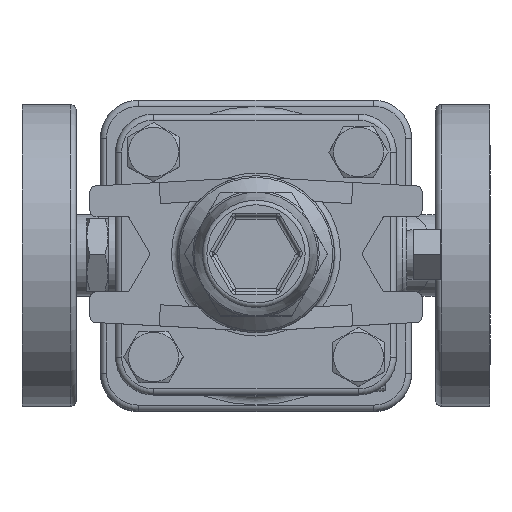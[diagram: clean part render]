
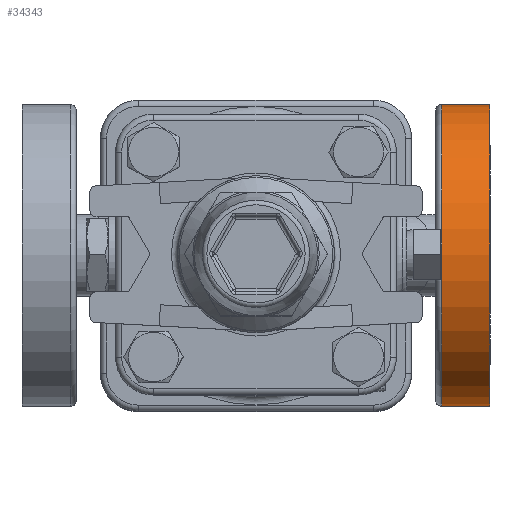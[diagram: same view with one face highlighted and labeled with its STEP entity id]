
A CAD part, top view. The second image highlights one B-rep face of the part: STEP entity #34343.
In plain terms, the highlighted cylindrical face has radius 50 mm (diameter 100 mm), a full revolution.
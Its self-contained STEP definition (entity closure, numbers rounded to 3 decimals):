
#34175=CARTESIAN_POINT('',(61.5,0.,128.0));
#34176=VERTEX_POINT('',#34175);
#34177=CARTESIAN_POINT('',(61.5,0.0,78.0));
#34178=DIRECTION('',(-1.0,0.0,0.0));
#34179=DIRECTION('',(0.0,0.0,-1.0));
#34180=AXIS2_PLACEMENT_3D('',#34177,#34178,#34179);
#34181=CIRCLE('',#34180,50.0);
#34182=EDGE_CURVE('',#34176,#34176,#34181,.T.);
#34324=CARTESIAN_POINT('',(77.5,0.0,78.));
#34325=DIRECTION('',(1.0,0.0,0.));
#34326=DIRECTION('',(0.0,0.0,-1.0));
#34327=AXIS2_PLACEMENT_3D('',#34324,#34325,#34326);
#34328=CYLINDRICAL_SURFACE('',#34327,50.0);
#34329=CARTESIAN_POINT('',(77.5,0.,128.0));
#34330=VERTEX_POINT('',#34329);
#34331=CARTESIAN_POINT('',(77.5,0.0,78.));
#34332=DIRECTION('',(1.0,0.0,0.0));
#34333=DIRECTION('',(0.0,0.0,-1.0));
#34334=AXIS2_PLACEMENT_3D('',#34331,#34332,#34333);
#34335=CIRCLE('',#34334,50.0);
#34336=EDGE_CURVE('',#34330,#34330,#34335,.T.);
#34337=ORIENTED_EDGE('',*,*,#34336,.F.);
#34338=EDGE_LOOP('',(#34337));
#34339=FACE_OUTER_BOUND('',#34338,.T.);
#34340=ORIENTED_EDGE('',*,*,#34182,.F.);
#34341=EDGE_LOOP('',(#34340));
#34342=FACE_BOUND('',#34341,.T.);
#34343=ADVANCED_FACE('',(#34339,#34342),#34328,.T.);
